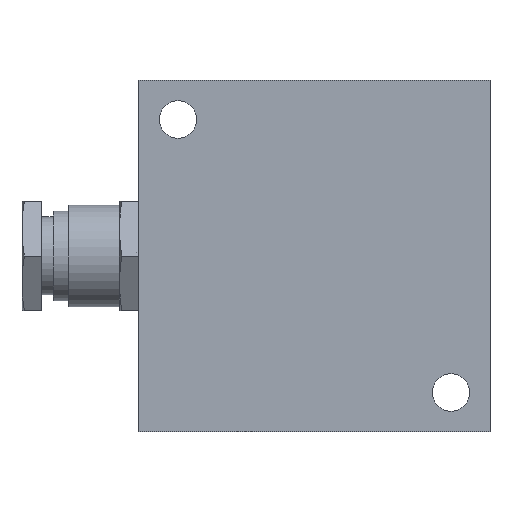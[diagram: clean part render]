
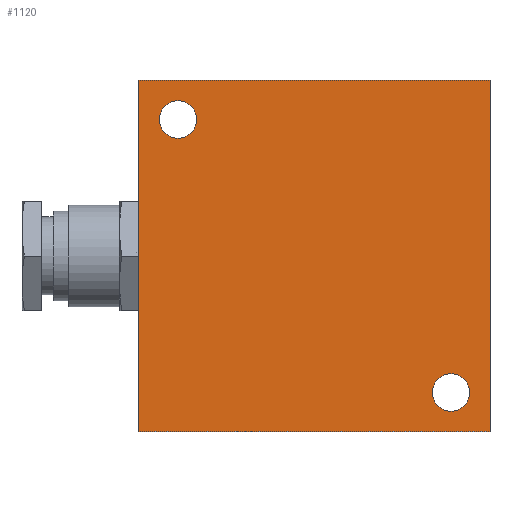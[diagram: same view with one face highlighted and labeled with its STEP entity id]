
A CAD part, front view. The second image highlights one B-rep face of the part: STEP entity #1120.
In plain terms, the highlighted planar face has unit normal (0, -1, 0).
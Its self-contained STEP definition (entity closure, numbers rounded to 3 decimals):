
#119=CIRCLE('',#1235,2.4);
#120=CIRCLE('',#1236,2.4);
#223=ORIENTED_EDGE('',*,*,#522,.F.);
#224=ORIENTED_EDGE('',*,*,#523,.F.);
#225=ORIENTED_EDGE('',*,*,#524,.T.);
#226=ORIENTED_EDGE('',*,*,#525,.F.);
#227=ORIENTED_EDGE('',*,*,#526,.F.);
#228=ORIENTED_EDGE('',*,*,#513,.T.);
#513=EDGE_CURVE('',#659,#658,#739,.T.);
#522=EDGE_CURVE('',#667,#667,#119,.T.);
#523=EDGE_CURVE('',#668,#668,#120,.T.);
#524=EDGE_CURVE('',#658,#669,#747,.T.);
#525=EDGE_CURVE('',#670,#669,#748,.T.);
#526=EDGE_CURVE('',#659,#670,#749,.T.);
#658=VERTEX_POINT('',#1823);
#659=VERTEX_POINT('',#1825);
#667=VERTEX_POINT('',#1843);
#668=VERTEX_POINT('',#1845);
#669=VERTEX_POINT('',#1847);
#670=VERTEX_POINT('',#1849);
#739=LINE('',#1824,#791);
#747=LINE('',#1846,#799);
#748=LINE('',#1848,#800);
#749=LINE('',#1850,#801);
#791=VECTOR('',#1418,1000.);
#799=VECTOR('',#1434,1000.);
#800=VECTOR('',#1435,1000.);
#801=VECTOR('',#1436,1000.);
#854=EDGE_LOOP('',(#223));
#855=EDGE_LOOP('',(#224));
#856=EDGE_LOOP('',(#225,#226,#227,#228));
#968=FACE_BOUND('',#854,.T.);
#969=FACE_BOUND('',#855,.T.);
#970=FACE_BOUND('',#856,.T.);
#1070=PLANE('',#1234);
#1120=ADVANCED_FACE('',(#968,#969,#970),#1070,.F.);
#1234=AXIS2_PLACEMENT_3D('',#1841,#1428,#1429);
#1235=AXIS2_PLACEMENT_3D('',#1842,#1430,#1431);
#1236=AXIS2_PLACEMENT_3D('',#1844,#1432,#1433);
#1418=DIRECTION('',(0.,0.,-1.));
#1428=DIRECTION('',(0.,1.,0.));
#1429=DIRECTION('',(0.,0.,1.));
#1430=DIRECTION('',(0.,-1.,0.));
#1431=DIRECTION('',(0.,0.,-1.));
#1432=DIRECTION('',(0.,-1.,0.));
#1433=DIRECTION('',(0.,0.,-1.));
#1434=DIRECTION('',(1.,0.,0.));
#1435=DIRECTION('',(0.,0.,-1.));
#1436=DIRECTION('',(1.,0.,0.));
#1823=CARTESIAN_POINT('',(0.,0.,-22.5));
#1824=CARTESIAN_POINT('',(0.,0.,22.5));
#1825=CARTESIAN_POINT('',(0.,0.,22.5));
#1841=CARTESIAN_POINT('',(0.,0.,22.5));
#1842=CARTESIAN_POINT('',(5.,0.,17.5));
#1843=CARTESIAN_POINT('',(5.,0.,15.1));
#1844=CARTESIAN_POINT('',(40.,0.,-17.5));
#1845=CARTESIAN_POINT('',(40.,0.,-19.9));
#1846=CARTESIAN_POINT('',(0.,0.,-22.5));
#1847=CARTESIAN_POINT('',(45.,0.,-22.5));
#1848=CARTESIAN_POINT('',(45.,0.,22.5));
#1849=CARTESIAN_POINT('',(45.,0.,22.5));
#1850=CARTESIAN_POINT('',(0.,0.,22.5));
